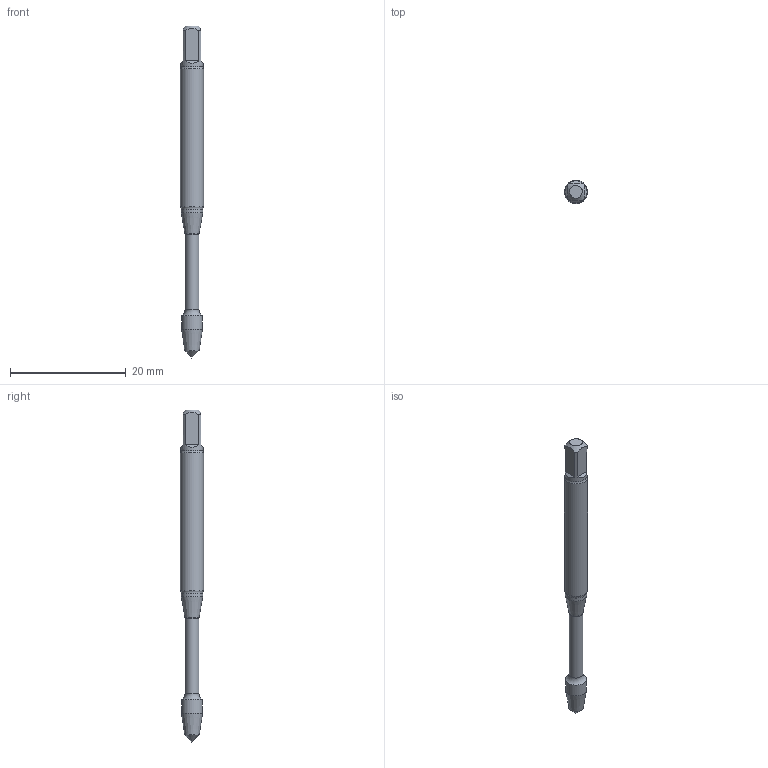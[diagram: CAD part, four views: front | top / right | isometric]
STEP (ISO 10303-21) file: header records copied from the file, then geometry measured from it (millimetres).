
FILE_DESCRIPTION(/* description */ (''),/* implementation_level */ '2;1');
FILE_NAME(/* name */ 'T34-PH08B03-6-32-22R.stp',/* time_stamp */ '2022-03-11T14:30:45+01:00',/* author */ (''),/* organization */ (''),/* preprocessor_version */ 'ST-DEVELOPER v18.1',/* originating_system */ 'SIEMENS PLM Software NX 2000',/* authorisation */ '');
FILE_SCHEMA (('AUTOMOTIVE_DESIGN { 1 0 10303 214 3 1 1 1 }'));
Length unit declared in the file: millimetre
Products named in the file (1): AGU42BCC97Dkl7l
Bounding box: 4 x 4 x 57.25 mm (x, y, z)
Volume: 522.9 mm3; surface area: 636.1 mm2
Topology: 2 solids, 2 shells, 24 faces, 58 edges, 41 vertices
Faces by surface type: plane 11, cylinder 5, torus 4, cone 4
Full cylindrical faces by diameter (mm): 2.4 x1, 3.618 x1, 3.7 x1, 3.8 x1, 4 x1
Entity records: 711 total; most frequent: CARTESIAN_POINT 153, DIRECTION 110, ORIENTED_EDGE 74, AXIS2_PLACEMENT_3D 49, EDGE_CURVE 37, EDGE_LOOP 36, VERTEX_POINT 30, FACE_BOUND 26
